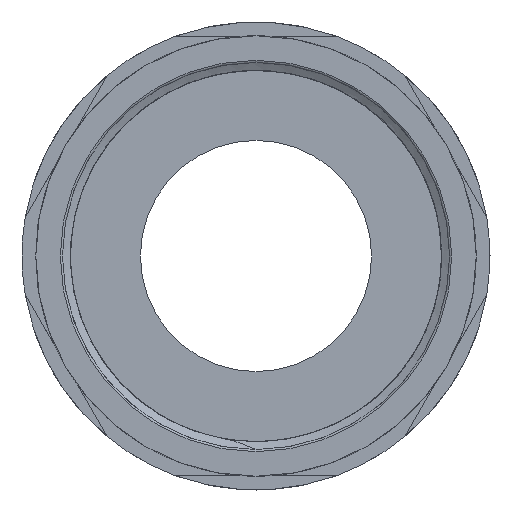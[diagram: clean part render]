
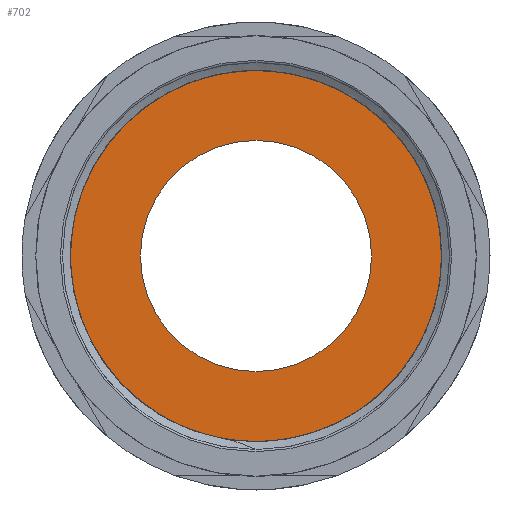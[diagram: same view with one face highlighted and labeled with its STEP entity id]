
A CAD part, left-side view. The second image highlights one B-rep face of the part: STEP entity #702.
In plain terms, the highlighted planar face has unit normal (-1, 0, 0).
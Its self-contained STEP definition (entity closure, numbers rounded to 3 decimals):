
#16=FACE_BOUND('',#156,.T.);
#30=PLANE('',#754);
#58=CIRCLE('',#746,17.79);
#60=CIRCLE('',#755,18.551);
#61=CIRCLE('',#756,11.075);
#109=FACE_OUTER_BOUND('',#155,.T.);
#155=EDGE_LOOP('',(#532,#533,#534,#535));
#156=EDGE_LOOP('',(#536));
#293=B_SPLINE_CURVE_WITH_KNOTS('',3,(#1720,#1721,#1722,#1723,#1724,#1725,
#1726,#1727,#1728,#1729,#1730,#1731,#1732),.UNSPECIFIED.,.F.,.F.,(4,3,3,
3,4),(0.,0.914,1.818,2.712,3.399),
 .UNSPECIFIED.);
#310=B_SPLINE_CURVE_WITH_KNOTS('',3,(#4245,#4246,#4247,#4248,#4249,#4250,
#4251,#4252,#4253,#4254,#4255,#4256,#4257),.UNSPECIFIED.,.F.,.F.,(4,3,3,
3,4),(0.,0.895,1.8,2.715,3.396),
 .UNSPECIFIED.);
#315=VERTEX_POINT('',#1590);
#316=VERTEX_POINT('',#1719);
#318=VERTEX_POINT('',#1873);
#332=VERTEX_POINT('',#3886);
#333=VERTEX_POINT('',#4260);
#382=EDGE_CURVE('',#316,#315,#293,.T.);
#386=EDGE_CURVE('',#315,#318,#58,.T.);
#408=EDGE_CURVE('',#318,#332,#310,.T.);
#409=EDGE_CURVE('',#316,#332,#60,.T.);
#410=EDGE_CURVE('',#333,#333,#61,.T.);
#532=ORIENTED_EDGE('',*,*,#382,.T.);
#533=ORIENTED_EDGE('',*,*,#386,.T.);
#534=ORIENTED_EDGE('',*,*,#408,.T.);
#535=ORIENTED_EDGE('',*,*,#409,.F.);
#536=ORIENTED_EDGE('',*,*,#410,.T.);
#702=ADVANCED_FACE('',(#109,#16),#30,.T.);
#746=AXIS2_PLACEMENT_3D('',#1999,#829,#830);
#754=AXIS2_PLACEMENT_3D('',#4258,#852,#853);
#755=AXIS2_PLACEMENT_3D('',#4259,#854,#855);
#756=AXIS2_PLACEMENT_3D('',#4261,#856,#857);
#829=DIRECTION('center_axis',(-1.,0.,0.));
#830=DIRECTION('ref_axis',(0.,0.,-1.));
#852=DIRECTION('center_axis',(-1.,0.,0.));
#853=DIRECTION('ref_axis',(0.,0.,1.));
#854=DIRECTION('center_axis',(1.,0.,0.));
#855=DIRECTION('ref_axis',(0.,0.,-1.));
#856=DIRECTION('center_axis',(1.,0.,0.));
#857=DIRECTION('ref_axis',(0.,0.,-1.));
#1590=CARTESIAN_POINT('',(-14.42,-17.774,-0.745));
#1719=CARTESIAN_POINT('',(-14.42,6.101,-17.519));
#1720=CARTESIAN_POINT('Ctrl Pts',(-14.42,6.101,-17.519));
#1721=CARTESIAN_POINT('Ctrl Pts',(-14.42,3.204,-18.457));
#1722=CARTESIAN_POINT('Ctrl Pts',(-14.42,0.088,-18.666));
#1723=CARTESIAN_POINT('Ctrl Pts',(-14.42,-2.894,-18.121));
#1724=CARTESIAN_POINT('Ctrl Pts',(-14.42,-5.846,-17.582));
#1725=CARTESIAN_POINT('Ctrl Pts',(-14.42,-8.67,-16.3));
#1726=CARTESIAN_POINT('Ctrl Pts',(-14.42,-11.011,-14.428));
#1727=CARTESIAN_POINT('Ctrl Pts',(-14.42,-13.326,-12.577));
#1728=CARTESIAN_POINT('Ctrl Pts',(-14.42,-15.183,-10.142));
#1729=CARTESIAN_POINT('Ctrl Pts',(-14.42,-16.348,-7.407));
#1730=CARTESIAN_POINT('Ctrl Pts',(-14.42,-17.244,-5.303));
#1731=CARTESIAN_POINT('Ctrl Pts',(-14.42,-17.729,-3.034));
#1732=CARTESIAN_POINT('Ctrl Pts',(-14.42,-17.774,-0.745));
#1873=CARTESIAN_POINT('',(-14.42,-16.252,7.236));
#1999=CARTESIAN_POINT('Origin',(-14.42,0.,0.));
#3886=CARTESIAN_POINT('',(-14.42,12.122,14.043));
#4245=CARTESIAN_POINT('Ctrl Pts',(-14.42,-16.252,7.236));
#4246=CARTESIAN_POINT('Ctrl Pts',(-14.42,-15.101,9.988));
#4247=CARTESIAN_POINT('Ctrl Pts',(-14.42,-13.255,12.431));
#4248=CARTESIAN_POINT('Ctrl Pts',(-14.42,-10.937,14.291));
#4249=CARTESIAN_POINT('Ctrl Pts',(-14.42,-8.591,16.171));
#4250=CARTESIAN_POINT('Ctrl Pts',(-14.42,-5.758,17.453));
#4251=CARTESIAN_POINT('Ctrl Pts',(-14.42,-2.8,17.982));
#4252=CARTESIAN_POINT('Ctrl Pts',(-14.42,0.188,18.516));
#4253=CARTESIAN_POINT('Ctrl Pts',(-14.42,3.318,18.288));
#4254=CARTESIAN_POINT('Ctrl Pts',(-14.42,6.21,17.323));
#4255=CARTESIAN_POINT('Ctrl Pts',(-14.42,8.362,16.605));
#4256=CARTESIAN_POINT('Ctrl Pts',(-14.42,10.368,15.487));
#4257=CARTESIAN_POINT('Ctrl Pts',(-14.42,12.122,14.042));
#4258=CARTESIAN_POINT('Origin',(-14.42,18.551,0.));
#4259=CARTESIAN_POINT('Origin',(-14.42,0.,0.));
#4260=CARTESIAN_POINT('',(-14.42,11.075,0.));
#4261=CARTESIAN_POINT('Origin',(-14.42,0.,0.));
